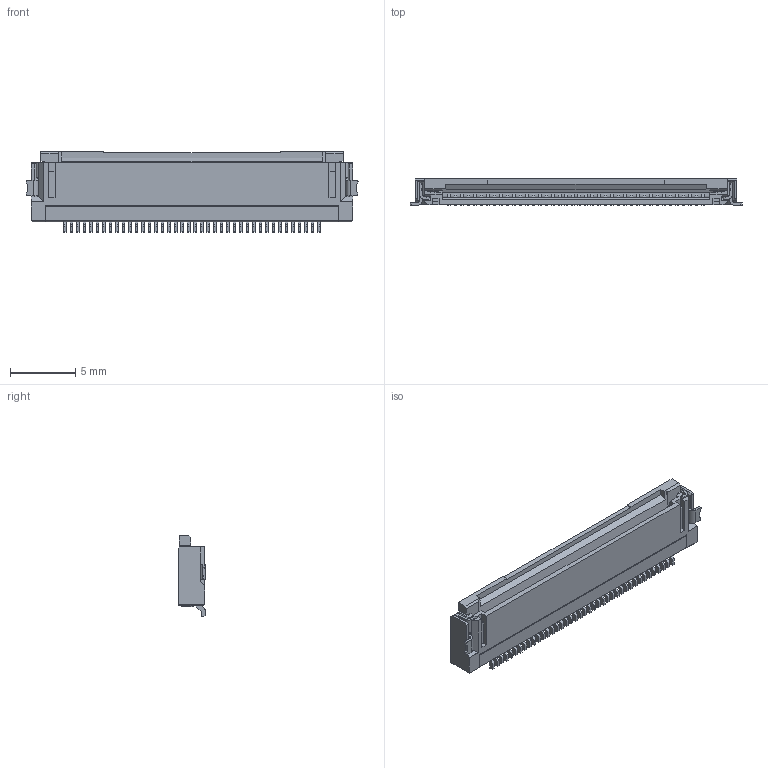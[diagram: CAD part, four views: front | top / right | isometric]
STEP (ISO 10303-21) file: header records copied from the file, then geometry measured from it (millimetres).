
FILE_DESCRIPTION (( 'STEP AP214' ), '1' );
FILE_NAME ('HF601-40-02j.STEP', '2013-07-25T02:34:11', ( 'admin' ), ( '' ), 'SwSTEP 2.0', 'SolidWorks 2010', '' );
FILE_SCHEMA (( 'AUTOMOTIVE_DESIGN' ));
Length unit declared in the file: millimetre
Products named in the file (1): HF601-40-02j
Bounding box: 25.45 x 2.05 x 6.2 mm (x, y, z)
Volume: 179.2 mm3; surface area: 690.1 mm2
Topology: 1 solids, 1 shells, 2213 faces, 6217 edges, 4132 vertices
Faces by surface type: plane 1810, cylinder 401, bspline 2
Entity records: 70897 total; most frequent: CARTESIAN_POINT 12933, ORIENTED_EDGE 12434, DIRECTION 11421, EDGE_CURVE 6217, LINE 5237, VECTOR 5237, VERTEX_POINT 4132, AXIS2_PLACEMENT_3D 3092
